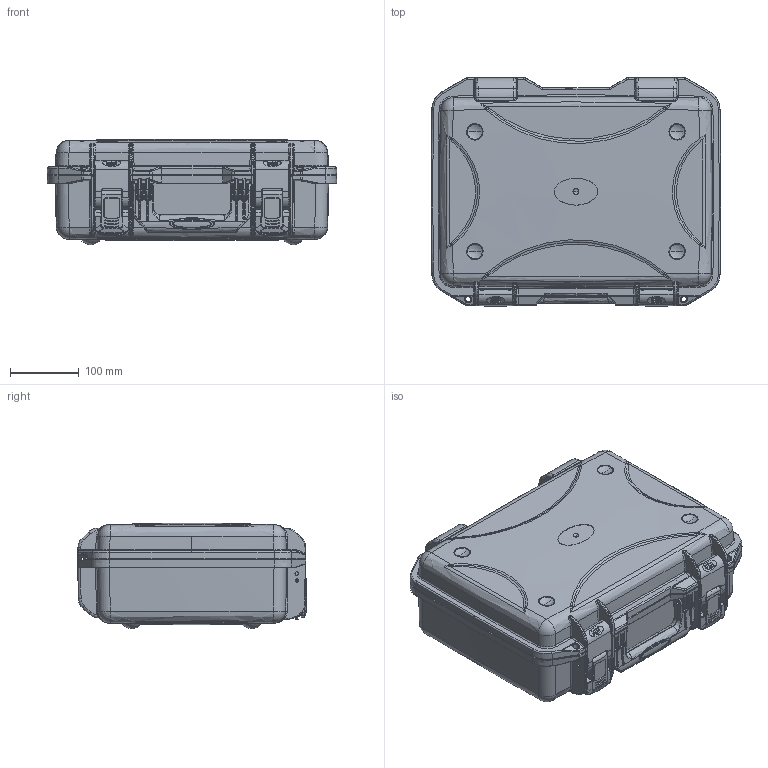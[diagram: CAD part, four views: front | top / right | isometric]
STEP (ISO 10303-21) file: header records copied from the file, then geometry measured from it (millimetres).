
FILE_DESCRIPTION (( 'STEP AP203' ), '1' );
FILE_NAME ('SIN-04233-15BK-5002.stp', '2023-06-21T08:49:11', ( '' ), ( '' ), 'SwSTEP 2.0', 'SolidWorks 2022', '' );
FILE_SCHEMA (( 'CONFIG_CONTROL_DESIGN' ));
Length unit declared in the file: millimetre
Products named in the file (15): WWQWQ_.stp; CP_CP_5002JQ_.stp; CP_MANIFOLD_SOLID_BREP_146920_.stp; CP_CP_MANIFOLD_SOLID__58073_.stp; LASUO4GOU_.stp; LASUO4__ASM.stp; LASUO-X_ASM_1__ASM.stp; CP_1LASUO-GAI_X_1_.stp; CP_MANIFOLD_SOLID_BREP_117040_.stp; SIN-04233-15BK-5002; LASUO4TH_.stp; CP_1LASUO-ZUO_X_1_.stp; CP_CP_ASM0004__ASM.stp; LASUO4KOUXIALA_.stp; SIN-04233-15BK-5002.stp
Assembly tree (14 placements, depth 5):
  WWQWQ_.stp
  SIN-04233-15BK-5002
    SIN-04233-15BK-5002.stp
      CP_CP_ASM0004__ASM.stp
        CP_CP_MANIFOLD_SOLID__58073_.stp
        CP_MANIFOLD_SOLID_BREP_117040_.stp
        CP_MANIFOLD_SOLID_BREP_146920_.stp
      LASUO4__ASM.stp  x2
        LASUO-X_ASM_1__ASM.stp
          CP_1LASUO-GAI_X_1_.stp
          CP_1LASUO-ZUO_X_1_.stp
        LASUO4TH_.stp
        LASUO4GOU_.stp
        LASUO4KOUXIALA_.stp
      CP_CP_5002JQ_.stp
Bounding box: 420.89 x 332.1 x 152.88 mm (x, y, z)
Volume: 1790197.3 mm3; surface area: 1088515 mm2
Topology: 10 solids, 18 shells, 4382 faces, 10891 edges, 6374 vertices
Faces by surface type: cylinder 1538, bspline 1232, plane 766, torus 490, cone 193, sphere 163
Entity records: 225223 total; most frequent: CARTESIAN_POINT 154616, ORIENTED_EDGE 17005, DIRECTION 10011, EDGE_CURVE 8518, VERTEX_POINT 5039, B_SPLINE_CURVE_WITH_KNOTS 4872, AXIS2_PLACEMENT_3D 4013, EDGE_LOOP 3649
